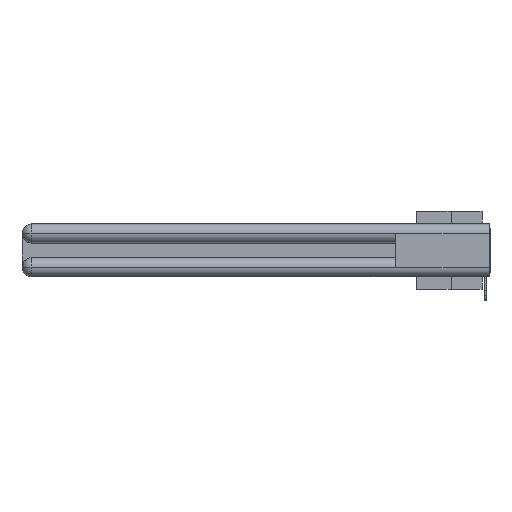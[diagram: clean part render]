
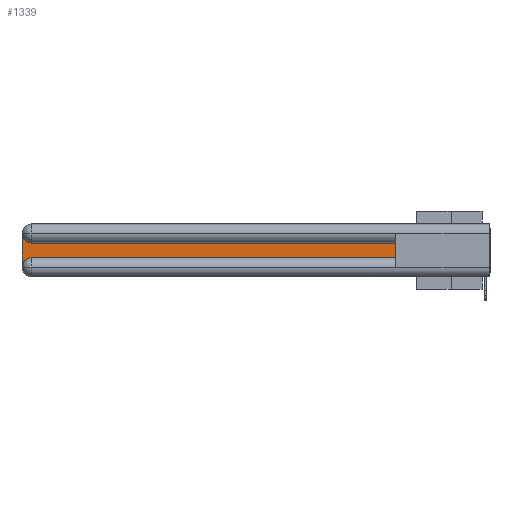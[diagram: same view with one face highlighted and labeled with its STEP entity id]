
A CAD part, left-side view. The second image highlights one B-rep face of the part: STEP entity #1339.
In plain terms, the highlighted planar face has unit normal (-1, 0, 0).
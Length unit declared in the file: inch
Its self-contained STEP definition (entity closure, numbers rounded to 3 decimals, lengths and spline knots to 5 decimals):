
#1339 = ADVANCED_FACE ( 'NONE', ( #4761 ), #36478, .F. ) ;
#1341 = CARTESIAN_POINT ( 'NONE',  ( 0.075, 0.6, -0.1225 ) ) ;
#2144 = ORIENTED_EDGE ( 'NONE', *, *, #28223, .T. ) ;
#2178 = CARTESIAN_POINT ( 'NONE',  ( 0.075, 3., -0.1225 ) ) ;
#2270 = CARTESIAN_POINT ( 'NONE',  ( 0.075, 0.6, -0.1225 ) ) ;
#2483 = ORIENTED_EDGE ( 'NONE', *, *, #7052, .T. ) ;
#3300 = CARTESIAN_POINT ( 'NONE',  ( 0.075, 2.94, -0.2775 ) ) ;
#3314 = VERTEX_POINT ( 'NONE', #1341 ) ;
#3721 = CARTESIAN_POINT ( 'NONE',  ( 0.075, 0.6, -0.2175 ) ) ;
#4761 = FACE_OUTER_BOUND ( 'NONE', #19458, .T. ) ;
#4975 = VERTEX_POINT ( 'NONE', #3721 ) ;
#5896 = AXIS2_PLACEMENT_3D ( 'NONE', #3300, #6233, #12004 ) ;
#6233 = DIRECTION ( 'NONE',  ( 1., 0., 0. ) ) ;
#6771 = DIRECTION ( 'NONE',  ( 0., 0., -1. ) ) ;
#7052 = EDGE_CURVE ( 'NONE', #35747, #30466, #7965, .T. ) ;
#7965 = CIRCLE ( 'NONE', #17525, 0.06 ) ;
#8086 = ORIENTED_EDGE ( 'NONE', *, *, #15550, .T. ) ;
#8272 = EDGE_CURVE ( 'NONE', #28437, #4975, #29096, .T. ) ;
#8685 = CARTESIAN_POINT ( 'NONE',  ( 0.075, 2.94, -0.1225 ) ) ;
#8877 = CARTESIAN_POINT ( 'NONE',  ( 0.075, 0.6, -0.2175 ) ) ;
#9652 = DIRECTION ( 'NONE',  ( 0., 0., -1. ) ) ;
#10165 = LINE ( 'NONE', #35766, #28234 ) ;
#10428 = LINE ( 'NONE', #2270, #35154 ) ;
#10887 = DIRECTION ( 'NONE',  ( 1., 0., 0. ) ) ;
#12004 = DIRECTION ( 'NONE',  ( 0., 0., -1. ) ) ;
#14055 = VERTEX_POINT ( 'NONE', #25608 ) ;
#14830 = DIRECTION ( 'NONE',  ( 0., -1., 0. ) ) ;
#15550 = EDGE_CURVE ( 'NONE', #30466, #14055, #26896, .T. ) ;
#15764 = VECTOR ( 'NONE', #9652, 39.37008 ) ;
#16256 = EDGE_CURVE ( 'NONE', #4975, #3314, #10165, .T. ) ;
#17525 = AXIS2_PLACEMENT_3D ( 'NONE', #29413, #29589, #6771 ) ;
#17762 = ORIENTED_EDGE ( 'NONE', *, *, #8272, .T. ) ;
#19432 = AXIS2_PLACEMENT_3D ( 'NONE', #2178, #10887, #27941 ) ;
#19458 = EDGE_LOOP ( 'NONE', ( #2144, #2483, #8086, #25999, #17762, #23743 ) ) ;
#21320 = CARTESIAN_POINT ( 'NONE',  ( 0.075, 3., -0.2175 ) ) ;
#23743 = ORIENTED_EDGE ( 'NONE', *, *, #16256, .T. ) ;
#24631 = DIRECTION ( 'NONE',  ( 0., 0., 1. ) ) ;
#25608 = CARTESIAN_POINT ( 'NONE',  ( 0.075, 3., -0.2775 ) ) ;
#25743 = DIRECTION ( 'NONE',  ( 0., 1., 0. ) ) ;
#25999 = ORIENTED_EDGE ( 'NONE', *, *, #31736, .T. ) ;
#26046 = CIRCLE ( 'NONE', #5896, 0.06 ) ;
#26896 = LINE ( 'NONE', #21320, #15764 ) ;
#27941 = DIRECTION ( 'NONE',  ( 0., 0., -1. ) ) ;
#28223 = EDGE_CURVE ( 'NONE', #3314, #35747, #10428, .T. ) ;
#28234 = VECTOR ( 'NONE', #24631, 39.37008 ) ;
#28437 = VERTEX_POINT ( 'NONE', #32600 ) ;
#29026 = VECTOR ( 'NONE', #14830, 39.37008 ) ;
#29096 = LINE ( 'NONE', #8877, #29026 ) ;
#29242 = CARTESIAN_POINT ( 'NONE',  ( 0.075, 3., -0.0625 ) ) ;
#29413 = CARTESIAN_POINT ( 'NONE',  ( 0.075, 2.94, -0.0625 ) ) ;
#29589 = DIRECTION ( 'NONE',  ( 1., 0., 0. ) ) ;
#30466 = VERTEX_POINT ( 'NONE', #29242 ) ;
#31736 = EDGE_CURVE ( 'NONE', #14055, #28437, #26046, .T. ) ;
#32600 = CARTESIAN_POINT ( 'NONE',  ( 0.075, 2.94, -0.2175 ) ) ;
#35154 = VECTOR ( 'NONE', #25743, 39.37008 ) ;
#35747 = VERTEX_POINT ( 'NONE', #8685 ) ;
#35766 = CARTESIAN_POINT ( 'NONE',  ( 0.075, 0.6, -0.2175 ) ) ;
#36478 = PLANE ( 'NONE',  #19432 ) ;
